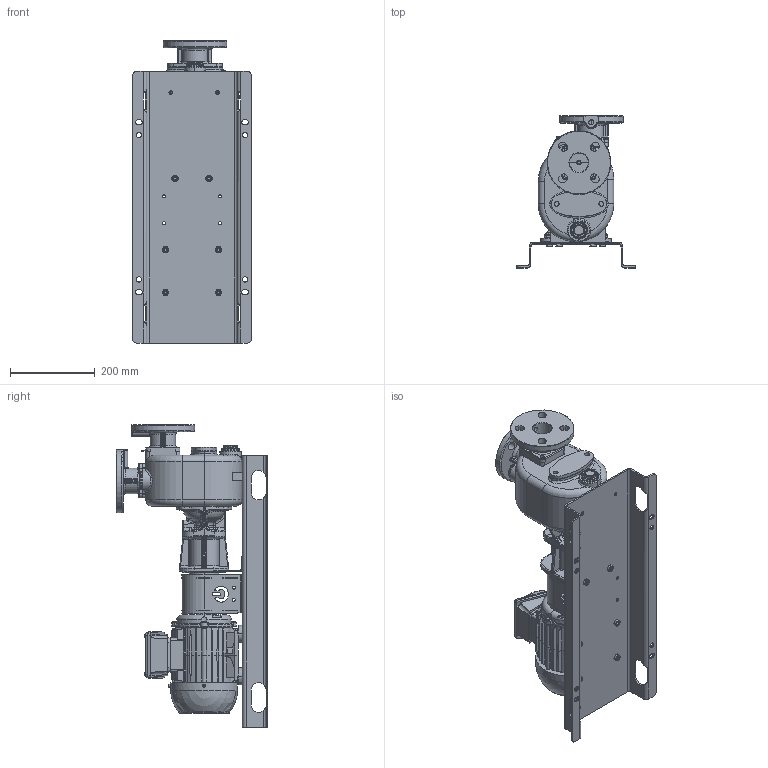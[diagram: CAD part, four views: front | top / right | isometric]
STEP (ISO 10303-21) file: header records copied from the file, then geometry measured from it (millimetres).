
FILE_DESCRIPTION((''),'2;1');
FILE_NAME('S_40_B_FIT','2023-04-03T14:07:19',('Nicola'),(''),'CREO PARAMETRIC BY PTC INC, 2022284','CREO PARAMETRIC BY PTC INC, 2022284','');
FILE_SCHEMA(('CONFIG_CONTROL_DESIGN'));
Products named in the file (1): S_40_B_FIT
Bounding box: 280 x 357 x 712 mm (x, y, z)
Volume: 11413602.9 mm3; surface area: 1201796.4 mm2
Topology: 1 solids, 1 shells, 3245 faces, 8323 edges, 5186 vertices
Faces by surface type: plane 1630, cylinder 711, bspline 414, cone 307, torus 157, sphere 17, extrusion 6, revolution 3
Entity records: 138819 total; most frequent: CARTESIAN_POINT 63434, ORIENTED_EDGE 16634, DIRECTION 14361, EDGE_CURVE 8317, VERTEX_POINT 5186, AXIS2_PLACEMENT_3D 5029, VECTOR 4300, LINE 4294
